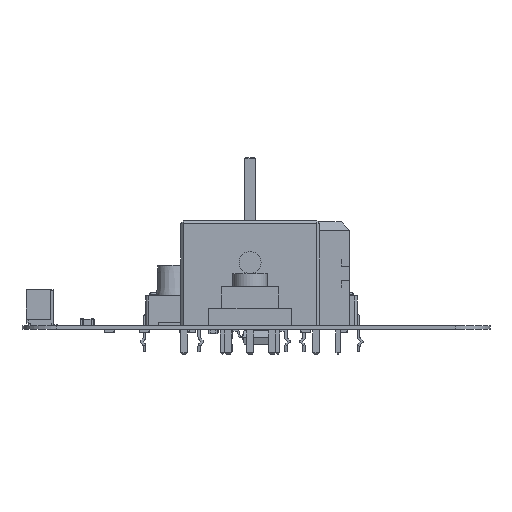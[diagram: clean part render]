
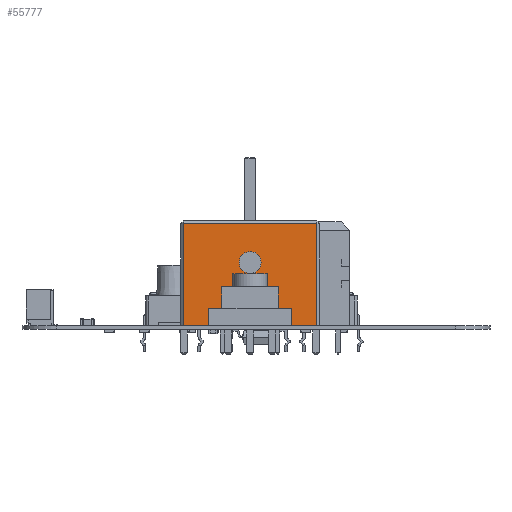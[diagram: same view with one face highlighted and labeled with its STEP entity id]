
A CAD part, left-side view. The second image highlights one B-rep face of the part: STEP entity #55777.
In plain terms, the highlighted planar face has unit normal (-1, 0, 0).
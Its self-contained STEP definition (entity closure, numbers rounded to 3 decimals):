
#52312 = VERTEX_POINT('',#52313);
#52313 = CARTESIAN_POINT('',(-8.,7.3,1.27));
#52319 = EDGE_CURVE('',#52312,#52320,#52322,.T.);
#52320 = VERTEX_POINT('',#52321);
#52321 = CARTESIAN_POINT('',(-8.,7.3,-1.27));
#52322 = CIRCLE('',#52323,1.27);
#52323 = AXIS2_PLACEMENT_3D('',#52324,#52325,#52326);
#52324 = CARTESIAN_POINT('',(-8.,7.3,0.));
#52325 = DIRECTION('',(-1.,0.,0.));
#52326 = DIRECTION('',(0.,0.,1.));
#53105 = VERTEX_POINT('',#53106);
#53106 = CARTESIAN_POINT('',(-8.,0.,7.72));
#53112 = EDGE_CURVE('',#53105,#53113,#53115,.T.);
#53113 = VERTEX_POINT('',#53114);
#53114 = CARTESIAN_POINT('',(-8.,0.,4.75));
#53115 = LINE('',#53116,#53117);
#53116 = CARTESIAN_POINT('',(-8.,0.,0.));
#53117 = VECTOR('',#53118,1.);
#53118 = DIRECTION('',(0.,0.,-1.));
#53137 = VERTEX_POINT('',#53138);
#53138 = CARTESIAN_POINT('',(-8.,0.,-4.75));
#53144 = EDGE_CURVE('',#53137,#53145,#53147,.T.);
#53145 = VERTEX_POINT('',#53146);
#53146 = CARTESIAN_POINT('',(-8.,0.,-7.72));
#53147 = LINE('',#53148,#53149);
#53148 = CARTESIAN_POINT('',(-8.,0.,0.));
#53149 = VECTOR('',#53150,1.);
#53150 = DIRECTION('',(0.,0.,-1.));
#55777 = ADVANCED_FACE('',(#55778,#55826),#55836,.F.);
#55778 = FACE_BOUND('',#55779,.T.);
#55779 = EDGE_LOOP('',(#55780,#55788,#55796,#55802,#55803,#55811,#55819,
    #55825));
#55780 = ORIENTED_EDGE('',*,*,#55781,.T.);
#55781 = EDGE_CURVE('',#53105,#55782,#55784,.T.);
#55782 = VERTEX_POINT('',#55783);
#55783 = CARTESIAN_POINT('',(-8.,11.8,7.72));
#55784 = LINE('',#55785,#55786);
#55785 = CARTESIAN_POINT('',(-8.,12.1,7.72));
#55786 = VECTOR('',#55787,1.);
#55787 = DIRECTION('',(0.,1.,0.));
#55788 = ORIENTED_EDGE('',*,*,#55789,.T.);
#55789 = EDGE_CURVE('',#55782,#55790,#55792,.T.);
#55790 = VERTEX_POINT('',#55791);
#55791 = CARTESIAN_POINT('',(-8.,11.8,-7.72));
#55792 = LINE('',#55793,#55794);
#55793 = CARTESIAN_POINT('',(-8.,11.8,-28.08));
#55794 = VECTOR('',#55795,1.);
#55795 = DIRECTION('',(0.,0.,-1.));
#55796 = ORIENTED_EDGE('',*,*,#55797,.T.);
#55797 = EDGE_CURVE('',#55790,#53145,#55798,.T.);
#55798 = LINE('',#55799,#55800);
#55799 = CARTESIAN_POINT('',(-8.,0.,-7.72));
#55800 = VECTOR('',#55801,1.);
#55801 = DIRECTION('',(0.,-1.,0.));
#55802 = ORIENTED_EDGE('',*,*,#53144,.F.);
#55803 = ORIENTED_EDGE('',*,*,#55804,.F.);
#55804 = EDGE_CURVE('',#55805,#53137,#55807,.T.);
#55805 = VERTEX_POINT('',#55806);
#55806 = CARTESIAN_POINT('',(-8.,2.,-4.75));
#55807 = LINE('',#55808,#55809);
#55808 = CARTESIAN_POINT('',(-8.,2.,-4.75));
#55809 = VECTOR('',#55810,1.);
#55810 = DIRECTION('',(0.,-1.,0.));
#55811 = ORIENTED_EDGE('',*,*,#55812,.T.);
#55812 = EDGE_CURVE('',#55805,#55813,#55815,.T.);
#55813 = VERTEX_POINT('',#55814);
#55814 = CARTESIAN_POINT('',(-8.,2.,4.75));
#55815 = LINE('',#55816,#55817);
#55816 = CARTESIAN_POINT('',(-8.,2.,-4.75));
#55817 = VECTOR('',#55818,1.);
#55818 = DIRECTION('',(0.,0.,1.));
#55819 = ORIENTED_EDGE('',*,*,#55820,.T.);
#55820 = EDGE_CURVE('',#55813,#53113,#55821,.T.);
#55821 = LINE('',#55822,#55823);
#55822 = CARTESIAN_POINT('',(-8.,2.,4.75));
#55823 = VECTOR('',#55824,1.);
#55824 = DIRECTION('',(0.,-1.,0.));
#55825 = ORIENTED_EDGE('',*,*,#53112,.F.);
#55826 = FACE_BOUND('',#55827,.T.);
#55827 = EDGE_LOOP('',(#55828,#55835));
#55828 = ORIENTED_EDGE('',*,*,#55829,.F.);
#55829 = EDGE_CURVE('',#52320,#52312,#55830,.T.);
#55830 = CIRCLE('',#55831,1.27);
#55831 = AXIS2_PLACEMENT_3D('',#55832,#55833,#55834);
#55832 = CARTESIAN_POINT('',(-8.,7.3,0.));
#55833 = DIRECTION('',(-1.,0.,0.));
#55834 = DIRECTION('',(0.,0.,1.));
#55835 = ORIENTED_EDGE('',*,*,#52319,.F.);
#55836 = PLANE('',#55837);
#55837 = AXIS2_PLACEMENT_3D('',#55838,#55839,#55840);
#55838 = CARTESIAN_POINT('',(-8.,0.,-28.08));
#55839 = DIRECTION('',(1.,0.,0.));
#55840 = DIRECTION('',(0.,0.,-1.));
